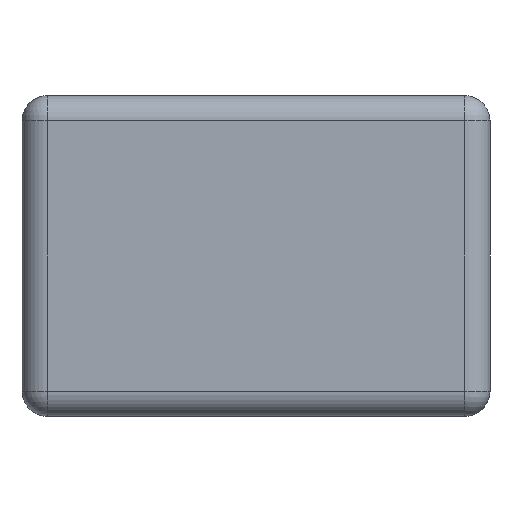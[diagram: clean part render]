
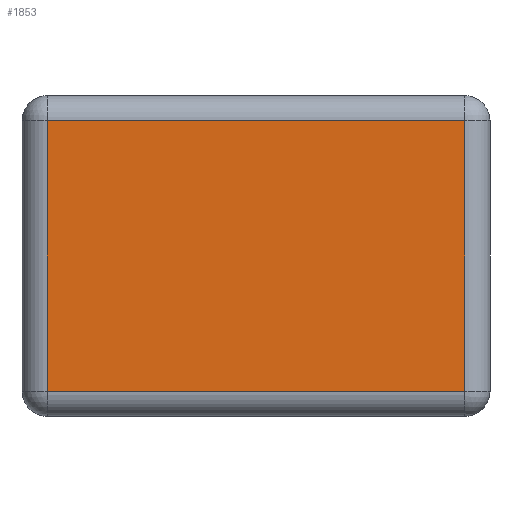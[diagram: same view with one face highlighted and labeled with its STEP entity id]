
A CAD part, left-side view. The second image highlights one B-rep face of the part: STEP entity #1853.
In plain terms, the highlighted planar face has unit normal (-1, 0, 0).
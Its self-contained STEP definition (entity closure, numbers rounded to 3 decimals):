
#1468=CARTESIAN_POINT('',(-1.702,0.827,1.17));
#1469=VERTEX_POINT('',#1468);
#1494=CARTESIAN_POINT('',(-1.702,-0.827,1.17));
#1495=VERTEX_POINT('',#1494);
#1538=CARTESIAN_POINT('',(-1.702,0.827,0.1));
#1539=VERTEX_POINT('',#1538);
#1562=CARTESIAN_POINT('',(-1.702,-0.827,0.1));
#1563=VERTEX_POINT('',#1562);
#1630=CARTESIAN_POINT('',(-1.702,-0.827,0.1));
#1631=DIRECTION('',(0.0,1.0,0.0));
#1632=VECTOR('',#1631,1.654);
#1633=LINE('',#1630,#1632);
#1634=EDGE_CURVE('',#1563,#1539,#1633,.T.);
#1652=CARTESIAN_POINT('',(-1.702,-0.827,1.17));
#1653=DIRECTION('',(0.0,0.0,-1.0));
#1654=VECTOR('',#1653,1.07);
#1655=LINE('',#1652,#1654);
#1656=EDGE_CURVE('',#1495,#1563,#1655,.T.);
#1713=CARTESIAN_POINT('',(-1.702,0.827,0.1));
#1714=DIRECTION('',(0.0,0.0,1.0));
#1715=VECTOR('',#1714,1.07);
#1716=LINE('',#1713,#1715);
#1717=EDGE_CURVE('',#1539,#1469,#1716,.T.);
#1760=CARTESIAN_POINT('',(-1.702,0.827,1.17));
#1761=DIRECTION('',(0.0,-1.0,0.0));
#1762=VECTOR('',#1761,1.654);
#1763=LINE('',#1760,#1762);
#1764=EDGE_CURVE('',#1469,#1495,#1763,.T.);
#1842=CARTESIAN_POINT('',(-1.702,-0.927,0.0));
#1843=DIRECTION('',(-1.0,0.0,0.0));
#1844=DIRECTION('',(0.0,0.0,1.0));
#1845=AXIS2_PLACEMENT_3D('',#1842,#1843,#1844);
#1846=PLANE('',#1845);
#1847=ORIENTED_EDGE('',*,*,#1634,.F.);
#1848=ORIENTED_EDGE('',*,*,#1656,.F.);
#1849=ORIENTED_EDGE('',*,*,#1764,.F.);
#1850=ORIENTED_EDGE('',*,*,#1717,.F.);
#1851=EDGE_LOOP('',(#1847,#1848,#1849,#1850));
#1852=FACE_OUTER_BOUND('',#1851,.T.);
#1853=ADVANCED_FACE('',(#1852),#1846,.T.);
